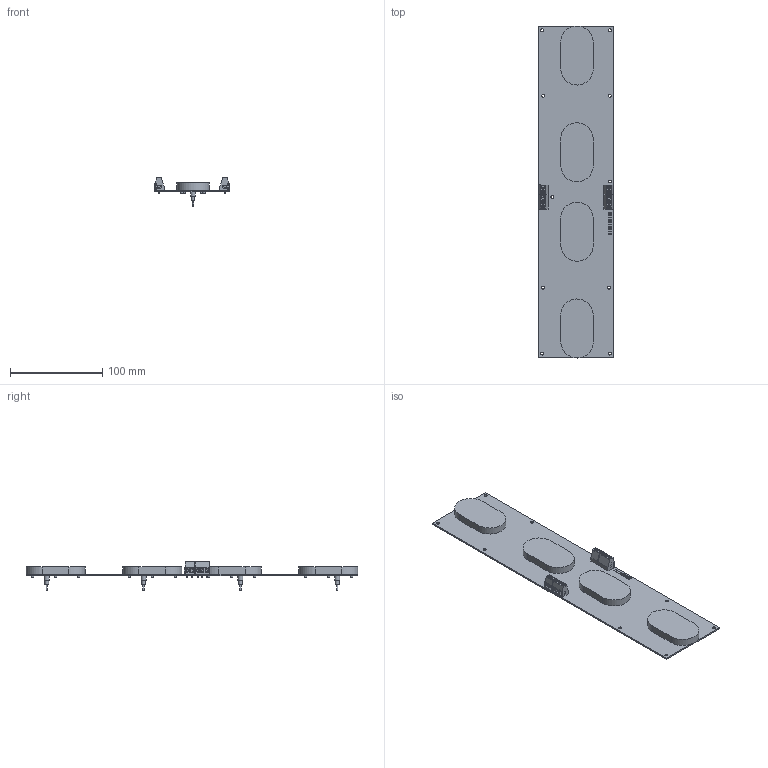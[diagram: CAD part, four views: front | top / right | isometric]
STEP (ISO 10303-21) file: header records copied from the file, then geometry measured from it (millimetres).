
FILE_DESCRIPTION(('KiCad electronic assembly'),'2;1');
FILE_NAME('Clock Prototype.step','2022-10-25T21:43:59',('Pcbnew'),( 'Kicad'),'Open CASCADE STEP processor 7.6','KiCad to STEP converter' ,'Unknown');
FILE_SCHEMA(('AUTOMOTIVE_DESIGN { 1 0 10303 214 1 1 1 1 }'));
Length unit declared in the file: millimetre
Products named in the file (8): Clock Prototype 1; VID28-05 v3; SOLID; TerminalBlock_Phoenix_MKDS-1,5-2_1x02_P5.00mm_Horizontal; TerminalBlock_Phoenix_MKDS-1,5-3_1x03_P5.00mm_Horizontal; Slave Board PCB
Assembly tree (12 placements, depth 3):
  Clock Prototype 1
    VID28-05 v3  x4
      SOLID
    TerminalBlock_Phoenix_MKDS-1,5-2_1x02_P5.00mm_Horizontal  x2
      SOLID
    TerminalBlock_Phoenix_MKDS-1,5-3_1x03_P5.00mm_Horizontal  x2
      SOLID
    Slave Board PCB
Bounding box: 81.28 x 360.02 x 31.3 mm (x, y, z)
Volume: 115649.5 mm3; surface area: 88778.9 mm2
Topology: 9 solids, 9 shells, 610 faces, 1524 edges, 976 vertices
Faces by surface type: bspline 500, cylinder 104, plane 6
Full cylindrical faces by diameter (mm): 0.798 x32, 1 x20, 1.3 x10, 2 x16, 3 x12, 3.2 x10, 6 x4
Entity records: 23387 total; most frequent: CARTESIAN_POINT 7200, ORIENTED_EDGE 1788, PCURVE 1788, DEFINITIONAL_REPRESENTATION 1788, B_SPLINE_CURVE_WITH_KNOTS 1478, DIRECTION 1426, EDGE_CURVE 894, SURFACE_CURVE 774
